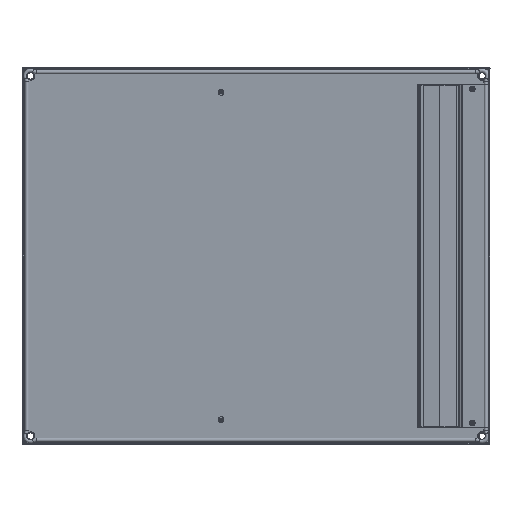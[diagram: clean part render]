
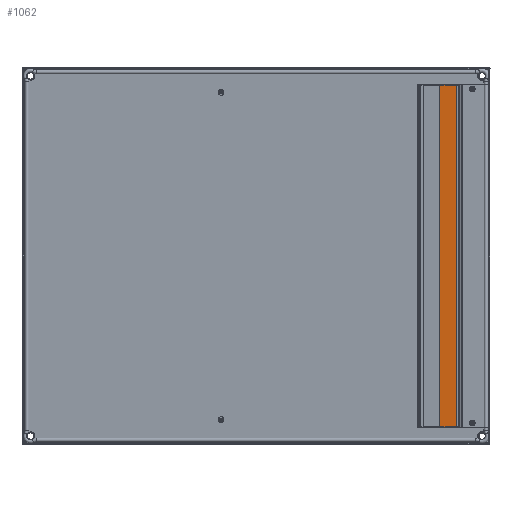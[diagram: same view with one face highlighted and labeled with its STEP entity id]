
A CAD part, front view. The second image highlights one B-rep face of the part: STEP entity #1062.
In plain terms, the highlighted face is planar.
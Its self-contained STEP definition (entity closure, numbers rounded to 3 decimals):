
#85 = DIRECTION ( 'NONE',  ( -0.999, -0.032, 0. ) ) ;
#278 = CARTESIAN_POINT ( 'NONE',  ( 37.5, 2., -695. ) ) ;
#316 = ORIENTED_EDGE ( 'NONE', *, *, #7073, .T. ) ;
#965 = CARTESIAN_POINT ( 'NONE',  ( 3.5, 0.9, -695. ) ) ;
#1062 = ADVANCED_FACE ( 'NONE', ( #7301 ), #4783, .T. ) ;
#1134 = DIRECTION ( 'NONE',  ( 0., 0., 1. ) ) ;
#1275 = CARTESIAN_POINT ( 'NONE',  ( 37.5, 2., -695. ) ) ;
#1825 = LINE ( 'NONE', #1275, #2732 ) ;
#1888 = ORIENTED_EDGE ( 'NONE', *, *, #5288, .F. ) ;
#2727 = CARTESIAN_POINT ( 'NONE',  ( 37.5, 2., -695. ) ) ;
#2732 = VECTOR ( 'NONE', #85, 1000. ) ;
#2741 = LINE ( 'NONE', #6127, #5228 ) ;
#2940 = VERTEX_POINT ( 'NONE', #2727 ) ;
#3300 = VERTEX_POINT ( 'NONE', #6898 ) ;
#3470 = DIRECTION ( 'NONE',  ( -0.999, -0.032, 0. ) ) ;
#3651 = VECTOR ( 'NONE', #6307, 1000. ) ;
#4140 = DIRECTION ( 'NONE',  ( -0.032, 0.999, 0. ) ) ;
#4372 = LINE ( 'NONE', #965, #4810 ) ;
#4783 = PLANE ( 'NONE',  #7328 ) ;
#4810 = VECTOR ( 'NONE', #1134, 1000. ) ;
#5228 = VECTOR ( 'NONE', #3470, 1000. ) ;
#5286 = VERTEX_POINT ( 'NONE', #5484 ) ;
#5288 = EDGE_CURVE ( 'NONE', #3300, #5286, #2741, .T. ) ;
#5456 = CARTESIAN_POINT ( 'NONE',  ( 37.5, 2., -695. ) ) ;
#5484 = CARTESIAN_POINT ( 'NONE',  ( 3.5, 0.9, 0. ) ) ;
#5784 = EDGE_LOOP ( 'NONE', ( #1888, #6309, #316, #7366 ) ) ;
#6118 = EDGE_CURVE ( 'NONE', #2940, #3300, #6236, .T. ) ;
#6127 = CARTESIAN_POINT ( 'NONE',  ( 37.5, 2., 0. ) ) ;
#6155 = DIRECTION ( 'NONE',  ( -0.999, -0.032, 0. ) ) ;
#6236 = LINE ( 'NONE', #278, #3651 ) ;
#6307 = DIRECTION ( 'NONE',  ( 0., 0., 1. ) ) ;
#6309 = ORIENTED_EDGE ( 'NONE', *, *, #6118, .F. ) ;
#6333 = CARTESIAN_POINT ( 'NONE',  ( 3.5, 0.9, -695. ) ) ;
#6898 = CARTESIAN_POINT ( 'NONE',  ( 37.5, 2., 0. ) ) ;
#7073 = EDGE_CURVE ( 'NONE', #2940, #7446, #1825, .T. ) ;
#7167 = EDGE_CURVE ( 'NONE', #7446, #5286, #4372, .T. ) ;
#7301 = FACE_OUTER_BOUND ( 'NONE', #5784, .T. ) ;
#7328 = AXIS2_PLACEMENT_3D ( 'NONE', #5456, #4140, #6155 ) ;
#7366 = ORIENTED_EDGE ( 'NONE', *, *, #7167, .T. ) ;
#7446 = VERTEX_POINT ( 'NONE', #6333 ) ;
